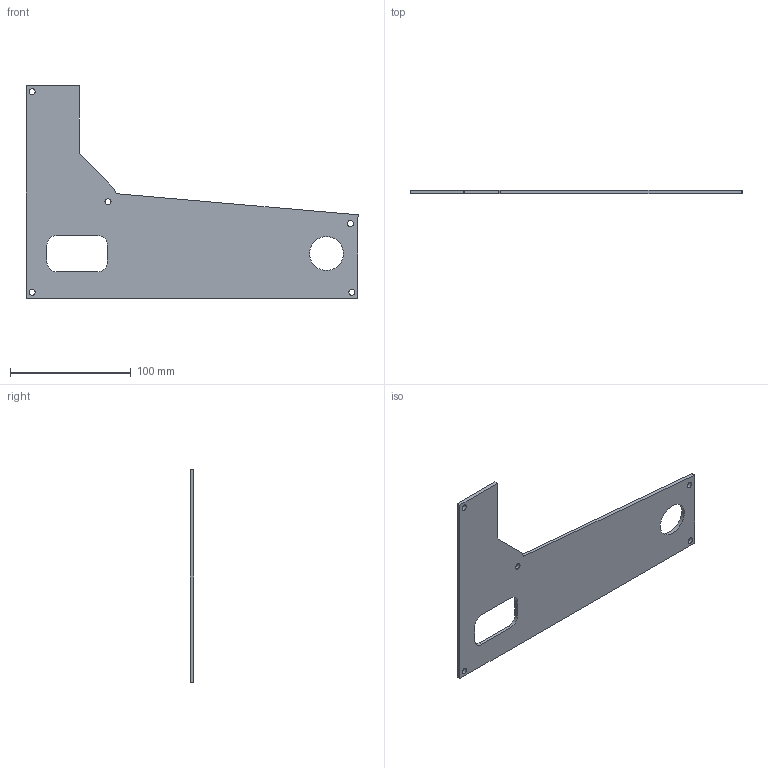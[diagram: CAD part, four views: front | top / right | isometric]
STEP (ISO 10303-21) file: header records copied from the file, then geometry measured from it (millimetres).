
FILE_DESCRIPTION(/* description */ (''),/* implementation_level */ '2;1');
FILE_NAME(/* name */ 'Inner Wall.step',/* time_stamp */ '2025-11-19T20:37:28-08:00',/* author */ (''),/* organization */ (''),/* preprocessor_version */ 'ST-DEVELOPER v20.1',/* originating_system */ 'Autodesk Translation Framework v14.21.0.0',/* authorisation */ '');
FILE_SCHEMA (('AUTOMOTIVE_DESIGN { 1 0 10303 214 3 1 1 }'));
Length unit declared in the file: millimetre
Products named in the file (1): Inner Wall
Bounding box: 274.52 x 3 x 175.72 mm (x, y, z)
Volume: 72893.6 mm3; surface area: 52129.8 mm2
Topology: 1 solids, 1 shells, 26 faces, 72 edges, 48 vertices
Faces by surface type: plane 16, cylinder 10
Full cylindrical faces by diameter (mm): 5 x5, 28 x1
Entity records: 897 total; most frequent: CARTESIAN_POINT 147, DIRECTION 146, ORIENTED_EDGE 144, EDGE_CURVE 72, LINE 52, VECTOR 52, VERTEX_POINT 48, AXIS2_PLACEMENT_3D 47
